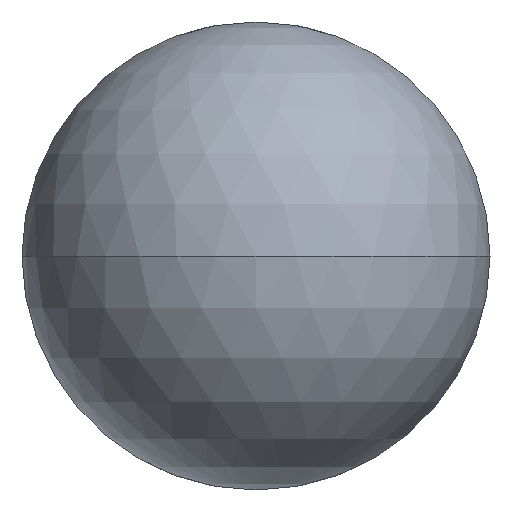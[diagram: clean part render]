
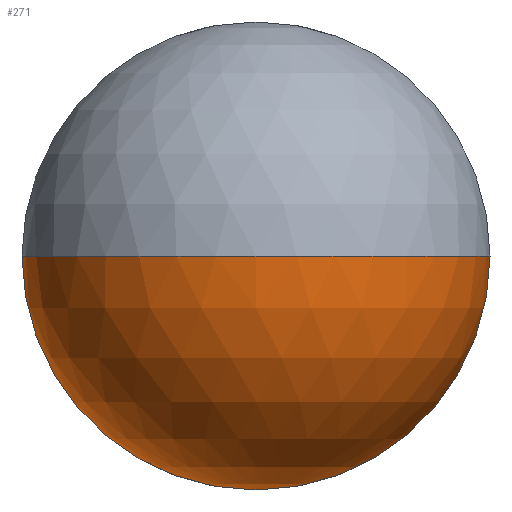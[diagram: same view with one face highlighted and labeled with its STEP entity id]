
A CAD part, front view. The second image highlights one B-rep face of the part: STEP entity #271.
In plain terms, the highlighted spherical face has radius 12.7 mm.
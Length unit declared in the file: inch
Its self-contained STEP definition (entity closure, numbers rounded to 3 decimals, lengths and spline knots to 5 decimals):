
#13 = DIRECTION ( 'NONE',  ( 0., 0., -1. ) ) ;
#22 = VERTEX_POINT ( 'NONE', #446 ) ;
#23 = CARTESIAN_POINT ( 'NONE',  ( 0., 0.5, -0.5 ) ) ;
#24 = ORIENTED_EDGE ( 'NONE', *, *, #60, .T. ) ;
#30 = CARTESIAN_POINT ( 'NONE',  ( 0., 0.5, 0. ) ) ;
#43 = CARTESIAN_POINT ( 'NONE',  ( 0., 0.5, 0. ) ) ;
#55 = ORIENTED_EDGE ( 'NONE', *, *, #237, .F. ) ;
#59 = SPHERICAL_SURFACE ( 'NONE', #252, 0.5 ) ;
#60 = EDGE_CURVE ( 'NONE', #166, #338, #326, .T. ) ;
#80 = EDGE_CURVE ( 'NONE', #338, #373, #336, .T. ) ;
#92 = DIRECTION ( 'NONE',  ( -1., 0., 0. ) ) ;
#122 = CARTESIAN_POINT ( 'NONE',  ( 0., 0.5, 0. ) ) ;
#136 = DIRECTION ( 'NONE',  ( 0., -1., 0. ) ) ;
#159 = AXIS2_PLACEMENT_3D ( 'NONE', #43, #453, #92 ) ;
#165 = CARTESIAN_POINT ( 'NONE',  ( 0., 0., 0. ) ) ;
#166 = VERTEX_POINT ( 'NONE', #23 ) ;
#179 = DIRECTION ( 'NONE',  ( 0., 0., 1. ) ) ;
#190 = AXIS2_PLACEMENT_3D ( 'NONE', #122, #136, #507 ) ;
#194 = ORIENTED_EDGE ( 'NONE', *, *, #80, .T. ) ;
#200 = DIRECTION ( 'NONE',  ( 0., -1., 0. ) ) ;
#206 = AXIS2_PLACEMENT_3D ( 'NONE', #30, #179, #346 ) ;
#236 = AXIS2_PLACEMENT_3D ( 'NONE', #407, #200, #13 ) ;
#237 = EDGE_CURVE ( 'NONE', #22, #373, #483, .T. ) ;
#252 = AXIS2_PLACEMENT_3D ( 'NONE', #381, #334, #313 ) ;
#255 = CARTESIAN_POINT ( 'NONE',  ( 0.5, 0.5, 0. ) ) ;
#271 = ADVANCED_FACE ( 'NONE', ( #291 ), #59, .T. ) ;
#273 = CIRCLE ( 'NONE', #190, 0.5 ) ;
#289 = EDGE_CURVE ( 'NONE', #22, #166, #273, .T. ) ;
#291 = FACE_OUTER_BOUND ( 'NONE', #456, .T. ) ;
#299 = ORIENTED_EDGE ( 'NONE', *, *, #289, .T. ) ;
#313 = DIRECTION ( 'NONE',  ( -1., 0., 0. ) ) ;
#326 = CIRCLE ( 'NONE', #236, 0.5 ) ;
#334 = DIRECTION ( 'NONE',  ( 0., 0., -1. ) ) ;
#336 = CIRCLE ( 'NONE', #159, 0.5 ) ;
#338 = VERTEX_POINT ( 'NONE', #255 ) ;
#346 = DIRECTION ( 'NONE',  ( 1., 0., 0. ) ) ;
#373 = VERTEX_POINT ( 'NONE', #165 ) ;
#381 = CARTESIAN_POINT ( 'NONE',  ( 0., 0.5, 0. ) ) ;
#407 = CARTESIAN_POINT ( 'NONE',  ( 0., 0.5, 0. ) ) ;
#446 = CARTESIAN_POINT ( 'NONE',  ( -0.5, 0.5, 0. ) ) ;
#453 = DIRECTION ( 'NONE',  ( 0., 0., -1. ) ) ;
#456 = EDGE_LOOP ( 'NONE', ( #299, #24, #194, #55 ) ) ;
#483 = CIRCLE ( 'NONE', #206, 0.5 ) ;
#507 = DIRECTION ( 'NONE',  ( 0., 0., -1. ) ) ;
